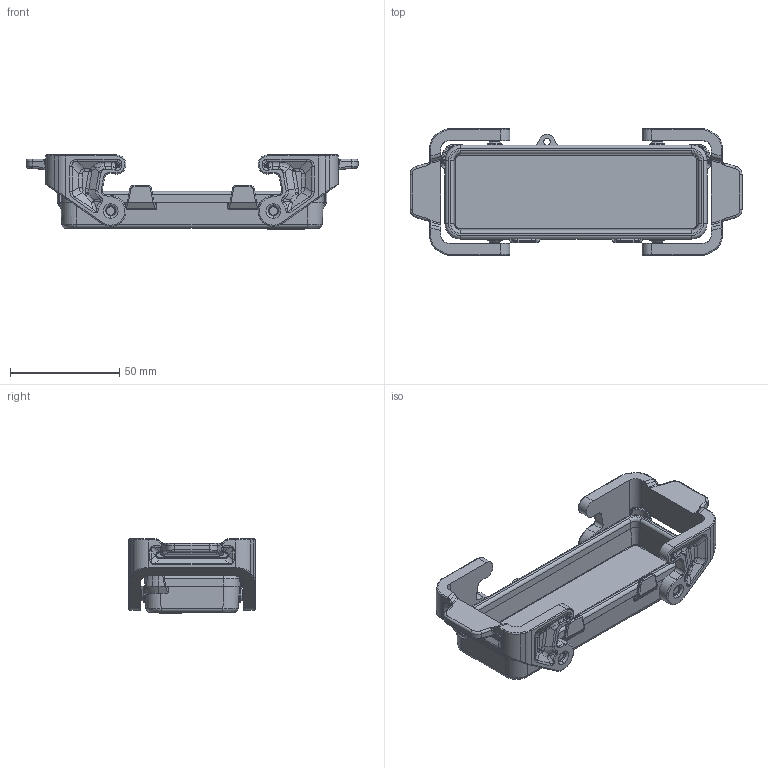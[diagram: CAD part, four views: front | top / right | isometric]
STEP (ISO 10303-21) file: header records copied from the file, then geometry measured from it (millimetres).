
FILE_DESCRIPTION(('Creo Elements/Direct Modeling STEP Export'),'2;1');
FILE_NAME('0ln7uvk5tno8kr7968','2023-11-15T16:34:38',(''),(''),'Creo Elements/Direct Modeling STEP processor for AP214 (Solid Model)','Creo Elements/Direct Modeling 20.1B 02-Apr-2019 (C) Parametric Technology GmbH','');
FILE_SCHEMA(('AUTOMOTIVE_DESIGN { 1 0 10303 214 1 1 1 1 }'));
Products named in the file (2): JPC 24 G
Assembly tree (1 placements, depth 2):
  JPC 24 G
    JPC 24 G
Bounding box: 152 x 58.07 x 34 mm (x, y, z)
Volume: 53677.9 mm3; surface area: 33147.4 mm2
Topology: 1 solids, 1 shells, 857 faces, 2062 edges, 1224 vertices
Faces by surface type: cylinder 274, bspline 264, plane 191, torus 84, cone 36, extrusion 8
Entity records: 75660 total; most frequent: CARTESIAN_POINT 51749, ORIENTED_EDGE 4116, DIRECTION 2805, EDGE_CURVE 2058, VERTEX_POINT 1224, AXIS2_PLACEMENT_3D 1030, EDGE_LOOP 884, COLOUR_RGB 858
